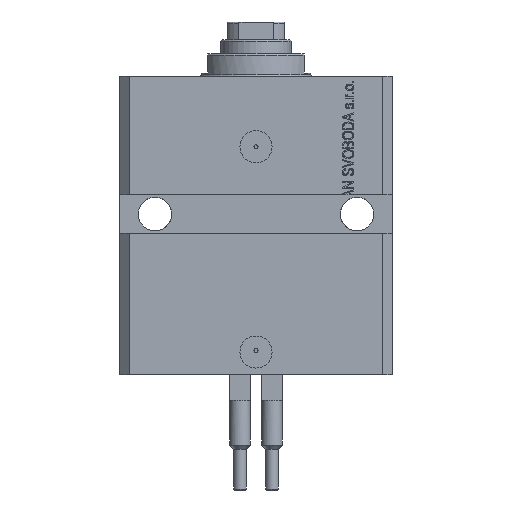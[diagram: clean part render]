
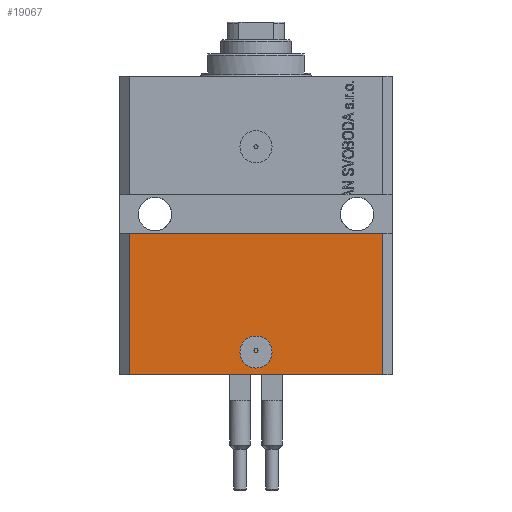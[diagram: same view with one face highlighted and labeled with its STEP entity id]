
A CAD part, front view. The second image highlights one B-rep face of the part: STEP entity #19067.
In plain terms, the highlighted planar face has unit normal (0, -1, 0).
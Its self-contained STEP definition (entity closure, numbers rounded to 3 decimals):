
#1177 = CARTESIAN_POINT ( 'NONE',  ( -39.5, -31.5, -93. ) ) ;
#2328 = CARTESIAN_POINT ( 'NONE',  ( -39.5, -31.5, -93. ) ) ;
#3143 = DIRECTION ( 'NONE',  ( 0., 0., 1. ) ) ;
#3261 = ORIENTED_EDGE ( 'NONE', *, *, #41054, .F. ) ;
#4082 = CARTESIAN_POINT ( 'NONE',  ( 39.5, -31.5, -93. ) ) ;
#4167 = VERTEX_POINT ( 'NONE', #1177 ) ;
#5646 = LINE ( 'NONE', #20570, #7617 ) ;
#6586 = DIRECTION ( 'NONE',  ( 1., 0., 0. ) ) ;
#7066 = ORIENTED_EDGE ( 'NONE', *, *, #18912, .F. ) ;
#7077 = DIRECTION ( 'NONE',  ( 0., -1., 0. ) ) ;
#7617 = VECTOR ( 'NONE', #20812, 1000. ) ;
#7639 = EDGE_CURVE ( 'NONE', #44738, #46402, #11180, .T. ) ;
#10555 = CARTESIAN_POINT ( 'NONE',  ( 39.5, -31.5, -93. ) ) ;
#11180 = LINE ( 'NONE', #4082, #42135 ) ;
#12780 = CARTESIAN_POINT ( 'NONE',  ( 5., -31.5, -86. ) ) ;
#16139 = CIRCLE ( 'NONE', #35720, 5. ) ;
#16782 = CARTESIAN_POINT ( 'NONE',  ( 0., -31.5, -86. ) ) ;
#17448 = DIRECTION ( 'NONE',  ( 0., 0., -1. ) ) ;
#17690 = FACE_OUTER_BOUND ( 'NONE', #38649, .T. ) ;
#18912 = EDGE_CURVE ( 'NONE', #44647, #45459, #16139, .T. ) ;
#19067 = ADVANCED_FACE ( 'NONE', ( #35346, #17690 ), #28970, .T. ) ;
#20570 = CARTESIAN_POINT ( 'NONE',  ( -42.5, -31.5, -49. ) ) ;
#20812 = DIRECTION ( 'NONE',  ( 1., 0., 0. ) ) ;
#21679 = EDGE_CURVE ( 'NONE', #42496, #46402, #5646, .T. ) ;
#21808 = CARTESIAN_POINT ( 'NONE',  ( -39.5, -31.5, -93. ) ) ;
#23067 = AXIS2_PLACEMENT_3D ( 'NONE', #33028, #7077, #6586 ) ;
#23279 = ORIENTED_EDGE ( 'NONE', *, *, #36451, .T. ) ;
#23585 = EDGE_LOOP ( 'NONE', ( #7066, #3261 ) ) ;
#24075 = ORIENTED_EDGE ( 'NONE', *, *, #7639, .T. ) ;
#24590 = LINE ( 'NONE', #2328, #45129 ) ;
#24780 = EDGE_CURVE ( 'NONE', #4167, #42496, #24590, .T. ) ;
#26312 = CARTESIAN_POINT ( 'NONE',  ( -39.5, -31.5, -49. ) ) ;
#26528 = DIRECTION ( 'NONE',  ( 0., 0., 1. ) ) ;
#26539 = CARTESIAN_POINT ( 'NONE',  ( -5., -31.5, -86. ) ) ;
#28298 = DIRECTION ( 'NONE',  ( 1., 0., 0. ) ) ;
#28335 = VECTOR ( 'NONE', #47752, 1000. ) ;
#28970 = PLANE ( 'NONE',  #43504 ) ;
#32841 = LINE ( 'NONE', #21808, #28335 ) ;
#33028 = CARTESIAN_POINT ( 'NONE',  ( 0., -31.5, -86. ) ) ;
#35346 = FACE_BOUND ( 'NONE', #23585, .T. ) ;
#35720 = AXIS2_PLACEMENT_3D ( 'NONE', #16782, #46648, #28298 ) ;
#36308 = CARTESIAN_POINT ( 'NONE',  ( -39.5, -31.5, -93. ) ) ;
#36451 = EDGE_CURVE ( 'NONE', #4167, #44738, #32841, .T. ) ;
#36520 = ORIENTED_EDGE ( 'NONE', *, *, #21679, .F. ) ;
#38649 = EDGE_LOOP ( 'NONE', ( #36520, #40159, #23279, #24075 ) ) ;
#40159 = ORIENTED_EDGE ( 'NONE', *, *, #24780, .F. ) ;
#41054 = EDGE_CURVE ( 'NONE', #45459, #44647, #46519, .T. ) ;
#42135 = VECTOR ( 'NONE', #3143, 1000. ) ;
#42496 = VERTEX_POINT ( 'NONE', #26312 ) ;
#43504 = AXIS2_PLACEMENT_3D ( 'NONE', #36308, #47567, #17448 ) ;
#44647 = VERTEX_POINT ( 'NONE', #12780 ) ;
#44738 = VERTEX_POINT ( 'NONE', #10555 ) ;
#45129 = VECTOR ( 'NONE', #26528, 1000. ) ;
#45459 = VERTEX_POINT ( 'NONE', #26539 ) ;
#46402 = VERTEX_POINT ( 'NONE', #47366 ) ;
#46519 = CIRCLE ( 'NONE', #23067, 5. ) ;
#46648 = DIRECTION ( 'NONE',  ( 0., -1., 0. ) ) ;
#47366 = CARTESIAN_POINT ( 'NONE',  ( 39.5, -31.5, -49. ) ) ;
#47567 = DIRECTION ( 'NONE',  ( 0., -1., 0. ) ) ;
#47752 = DIRECTION ( 'NONE',  ( 1., 0., 0. ) ) ;
